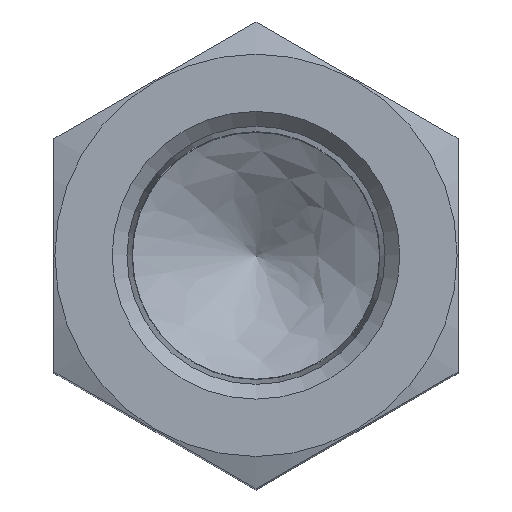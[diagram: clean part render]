
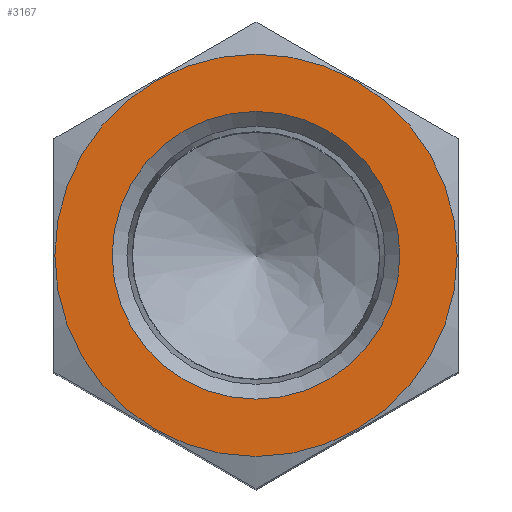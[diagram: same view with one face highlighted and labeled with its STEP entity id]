
A CAD part, top view. The second image highlights one B-rep face of the part: STEP entity #3167.
In plain terms, the highlighted planar face has unit normal (0, 0, 1).
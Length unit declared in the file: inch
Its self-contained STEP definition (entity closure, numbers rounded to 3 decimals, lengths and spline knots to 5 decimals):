
#3095=CARTESIAN_POINT('',(0.40047,0.,2.25));
#3096=VERTEX_POINT('',#3095);
#3097=CARTESIAN_POINT('',(0.0,0.0,2.25));
#3098=DIRECTION('',(0.0,0.0,1.0));
#3099=DIRECTION('',(-1.0,0.0,0.0));
#3100=AXIS2_PLACEMENT_3D('',#3097,#3098,#3099);
#3101=CIRCLE('',#3100,0.40047);
#3102=EDGE_CURVE('',#3096,#3096,#3101,.T.);
#3148=CARTESIAN_POINT('',(0.,0.,2.25));
#3149=DIRECTION('',(0.0,0.0,1.0));
#3150=DIRECTION('',(1.0,0.0,0.0));
#3151=AXIS2_PLACEMENT_3D('',#3148,#3149,#3150);
#3152=PLANE('',#3151);
#3153=CARTESIAN_POINT('',(0.0,-0.56,2.25));
#3154=VERTEX_POINT('',#3153);
#3155=CARTESIAN_POINT('',(0.0,0.,2.25));
#3156=DIRECTION('',(0.0,0.0,1.0));
#3157=DIRECTION('',(0.0,-1.0,0.0));
#3158=AXIS2_PLACEMENT_3D('',#3155,#3156,#3157);
#3159=CIRCLE('',#3158,0.56);
#3160=EDGE_CURVE('',#3154,#3154,#3159,.T.);
#3161=ORIENTED_EDGE('',*,*,#3160,.T.);
#3162=EDGE_LOOP('',(#3161));
#3163=FACE_OUTER_BOUND('',#3162,.T.);
#3164=ORIENTED_EDGE('',*,*,#3102,.F.);
#3165=EDGE_LOOP('',(#3164));
#3166=FACE_BOUND('',#3165,.T.);
#3167=ADVANCED_FACE('',(#3163,#3166),#3152,.T.);
